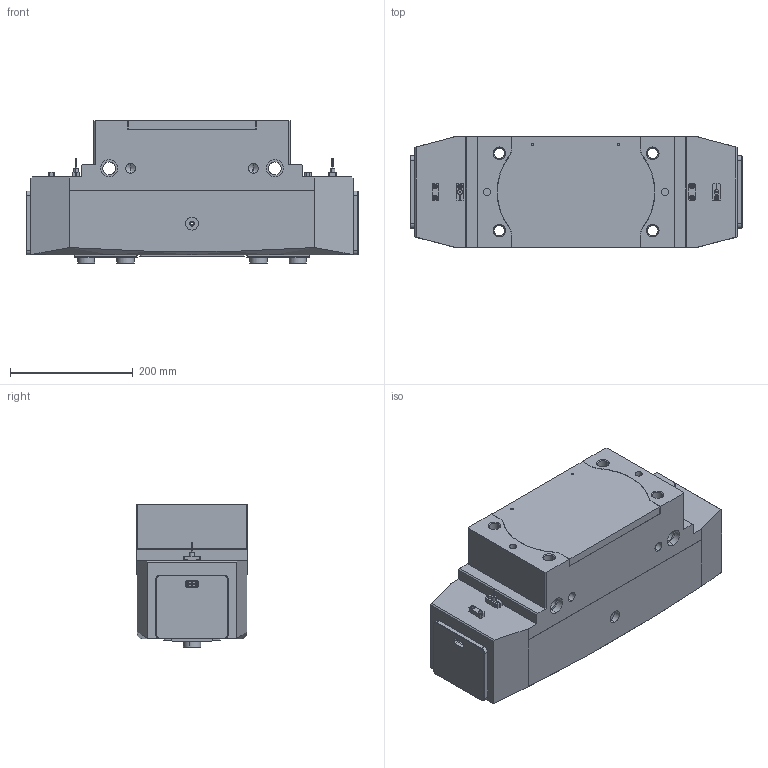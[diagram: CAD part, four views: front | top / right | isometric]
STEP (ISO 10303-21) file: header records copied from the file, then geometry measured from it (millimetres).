
FILE_DESCRIPTION (( 'STEP AP203' ), '1' );
FILE_NAME ('FR191-525-L.STEP', '2024-12-20T06:34:43', ( 'USER-' ), ( 'Microsoft' ), 'SwSTEP 2.0', 'SolidWorks 2018', '' );
FILE_SCHEMA (( 'CONFIG_CONTROL_DESIGN' ));
Length unit declared in the file: millimetre
Products named in the file (14): TR191-525-L-32 謂猾輸; 38x18-R5; TR191-525-LT-35 耜結啣; TR191-525-LT-05 菁裔啣; TR191-525-L-30 羲壽標輸; TR191-525-L-31 眄輸蹟譫; 晚假蚾輸B; TR191-525-LT-01B 褲极; M8-45諉輪羲壽尨砩; 埴翐芛_GB_FASTENER_SCREWS_HSHCS M2X8-N; FR191-525-L; 20-28种杶; TR191-525-LT-06 中封板(默认); TR191-525-LT-02B 喘倰賑輸
Assembly tree (26 placements, depth 2):
  FR191-525-L
    TR191-525-LT-01B 褲极
    TR191-525-LT-02B 喘倰賑輸  x2
    TR191-525-LT-06 中封板(默认)
    M8-45諉輪羲壽尨砩  x2
    TR191-525-L-32 謂猾輸  x2
    TR191-525-LT-35 耜結啣  x2
    晚假蚾輸B  x2
    20-28种杶  x4
    TR191-525-L-30 羲壽標輸  x2
    TR191-525-L-31 眄輸蹟譫  x2
    TR191-525-LT-05 菁裔啣
    38x18-R5
    埴翐芛_GB_FASTENER_SCREWS_HSHCS M2X8-N  x4
Bounding box: 541 x 180 x 233 mm (x, y, z)
Volume: 15610741.3 mm3; surface area: 1089937.7 mm2
Topology: 26 solids, 30 shells, 1477 faces, 3801 edges, 2412 vertices
Faces by surface type: plane 693, cylinder 403, cone 218, bspline 155, torus 8
Entity records: 41948 total; most frequent: CARTESIAN_POINT 12941, ORIENTED_EDGE 5788, DIRECTION 5292, EDGE_CURVE 2894, VERTEX_POINT 1879, LINE 1848, VECTOR 1848, AXIS2_PLACEMENT_3D 1722
